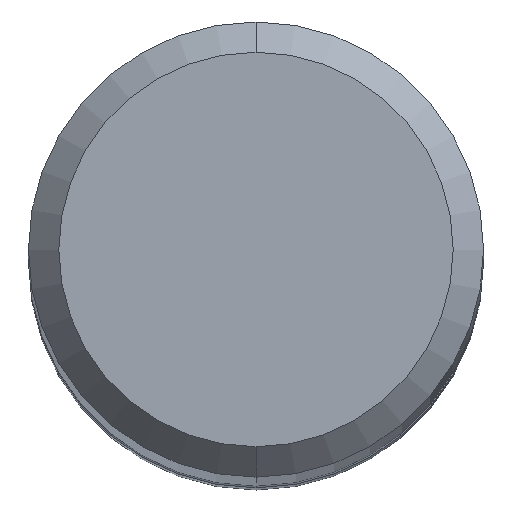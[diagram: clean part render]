
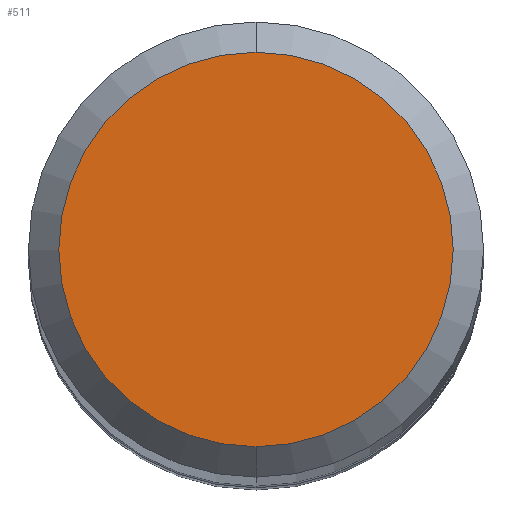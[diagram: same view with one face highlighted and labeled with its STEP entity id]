
A CAD part, top view. The second image highlights one B-rep face of the part: STEP entity #511.
In plain terms, the highlighted planar face has unit normal (0, 0, 1).
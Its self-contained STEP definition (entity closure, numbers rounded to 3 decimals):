
#271=EDGE_CURVE('',#285,#433,#670,.T.);
#285=VERTEX_POINT('',#685);
#433=VERTEX_POINT('',#850);
#461=EDGE_CURVE('',#433,#285,#878,.T.);
#511=ADVANCED_FACE('',(#930),#931,.T.);
#670=CIRCLE('',#1113,2.6);
#685=CARTESIAN_POINT('',(0.0,2.6,0.0));
#850=CARTESIAN_POINT('',(0.,-2.6,0.0));
#878=CIRCLE('',#1460,2.6);
#930=FACE_OUTER_BOUND('',#1618,.T.);
#931=PLANE('',#1619);
#1113=AXIS2_PLACEMENT_3D('',#1888,#1889,#1890);
#1460=AXIS2_PLACEMENT_3D('',#2118,#2119,#2120);
#1618=EDGE_LOOP('',(#2158,#2159));
#1619=AXIS2_PLACEMENT_3D('',#2160,#2161,#2162);
#1888=CARTESIAN_POINT('',(0.0,0.0,0.0));
#1889=DIRECTION('',(0.0,0.0,-1.0));
#1890=DIRECTION('',(0.0,1.0,0.0));
#2118=CARTESIAN_POINT('',(0.0,0.0,0.0));
#2119=DIRECTION('',(0.0,0.0,-1.0));
#2120=DIRECTION('',(0.0,1.0,0.0));
#2158=ORIENTED_EDGE('',*,*,#271,.F.);
#2159=ORIENTED_EDGE('',*,*,#461,.F.);
#2160=CARTESIAN_POINT('',(0.0,1.3,0.0));
#2161=DIRECTION('',(-0.0,0.0,1.0));
#2162=DIRECTION('',(0.0,-1.0,0.0));
